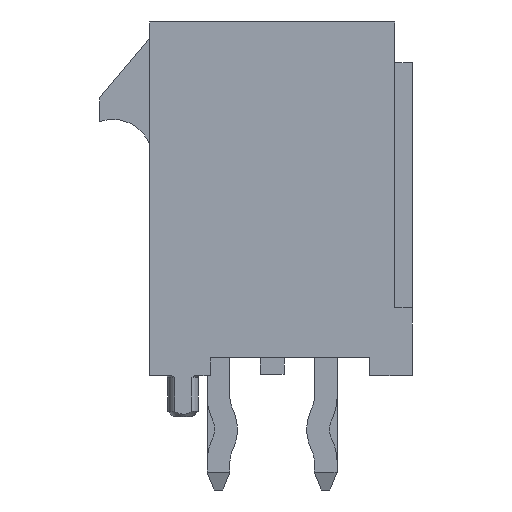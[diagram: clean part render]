
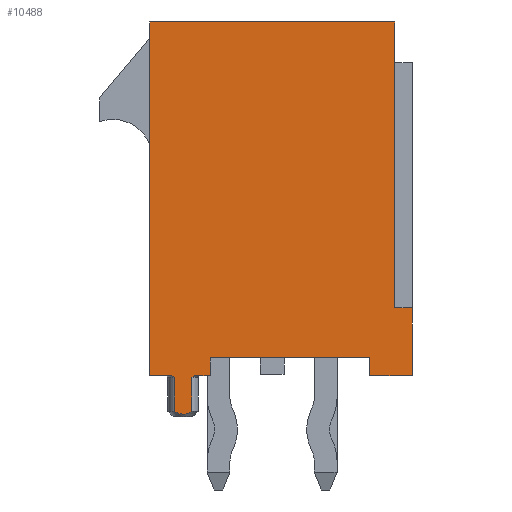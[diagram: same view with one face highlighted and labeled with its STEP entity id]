
A CAD part, front view. The second image highlights one B-rep face of the part: STEP entity #10488.
In plain terms, the highlighted planar face has unit normal (0, -1, 0).
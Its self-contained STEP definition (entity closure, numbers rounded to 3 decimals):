
#133=B_SPLINE_CURVE_WITH_KNOTS('',3,(#15988,#15989,#15990,#15991,#15992),
 .UNSPECIFIED.,.F.,.F.,(4,1,4),(0.,0.,
0.001),.UNSPECIFIED.);
#134=B_SPLINE_CURVE_WITH_KNOTS('',3,(#15996,#15997,#15998,#15999),
 .UNSPECIFIED.,.F.,.F.,(4,4),(0.,0.),
 .UNSPECIFIED.);
#135=B_SPLINE_CURVE_WITH_KNOTS('',3,(#16006,#16007,#16008,#16009),
 .UNSPECIFIED.,.F.,.F.,(4,4),(0.,0.),.UNSPECIFIED.);
#1672=ORIENTED_EDGE('',*,*,#4301,.F.);
#1673=ORIENTED_EDGE('',*,*,#4302,.T.);
#1674=ORIENTED_EDGE('',*,*,#4303,.T.);
#1675=ORIENTED_EDGE('',*,*,#4304,.T.);
#1676=ORIENTED_EDGE('',*,*,#4004,.F.);
#1677=ORIENTED_EDGE('',*,*,#4305,.T.);
#1678=ORIENTED_EDGE('',*,*,#4221,.T.);
#1679=ORIENTED_EDGE('',*,*,#4306,.T.);
#1680=ORIENTED_EDGE('',*,*,#4292,.F.);
#1681=ORIENTED_EDGE('',*,*,#4307,.T.);
#1682=ORIENTED_EDGE('',*,*,#4308,.T.);
#1683=ORIENTED_EDGE('',*,*,#3834,.F.);
#1684=ORIENTED_EDGE('',*,*,#3909,.F.);
#1685=ORIENTED_EDGE('',*,*,#4309,.F.);
#1686=ORIENTED_EDGE('',*,*,#4010,.F.);
#1687=ORIENTED_EDGE('',*,*,#4310,.T.);
#3834=EDGE_CURVE('',#5297,#5298,#6377,.T.);
#3909=EDGE_CURVE('',#5359,#5297,#6452,.T.);
#4004=EDGE_CURVE('',#5453,#5454,#6547,.T.);
#4010=EDGE_CURVE('',#5459,#5460,#6551,.T.);
#4221=EDGE_CURVE('',#5560,#5559,#6762,.T.);
#4292=EDGE_CURVE('',#5573,#5574,#6833,.T.);
#4301=EDGE_CURVE('',#5579,#5580,#6842,.T.);
#4302=EDGE_CURVE('',#5579,#5581,#133,.T.);
#4303=EDGE_CURVE('',#5581,#5582,#6843,.T.);
#4304=EDGE_CURVE('',#5582,#5454,#134,.T.);
#4305=EDGE_CURVE('',#5453,#5560,#6844,.T.);
#4306=EDGE_CURVE('',#5559,#5574,#6845,.T.);
#4307=EDGE_CURVE('',#5573,#5583,#6846,.T.);
#4308=EDGE_CURVE('',#5583,#5298,#6847,.T.);
#4309=EDGE_CURVE('',#5460,#5359,#6848,.T.);
#4310=EDGE_CURVE('',#5459,#5580,#135,.T.);
#5297=VERTEX_POINT('',#15101);
#5298=VERTEX_POINT('',#15103);
#5359=VERTEX_POINT('',#15248);
#5453=VERTEX_POINT('',#15439);
#5454=VERTEX_POINT('',#15440);
#5459=VERTEX_POINT('',#15451);
#5460=VERTEX_POINT('',#15453);
#5559=VERTEX_POINT('',#15837);
#5560=VERTEX_POINT('',#15839);
#5573=VERTEX_POINT('',#15968);
#5574=VERTEX_POINT('',#15970);
#5579=VERTEX_POINT('',#15986);
#5580=VERTEX_POINT('',#15987);
#5581=VERTEX_POINT('',#15993);
#5582=VERTEX_POINT('',#15995);
#5583=VERTEX_POINT('',#16003);
#6377=LINE('',#15102,#7864);
#6452=LINE('',#15249,#7939);
#6547=LINE('',#15438,#8034);
#6551=LINE('',#15452,#8038);
#6762=LINE('',#15838,#8249);
#6833=LINE('',#15969,#8320);
#6842=LINE('',#15985,#8329);
#6843=LINE('',#15994,#8330);
#6844=LINE('',#16000,#8331);
#6845=LINE('',#16001,#8332);
#6846=LINE('',#16002,#8333);
#6847=LINE('',#16004,#8334);
#6848=LINE('',#16005,#8335);
#7864=VECTOR('',#12087,1000.);
#7939=VECTOR('',#12182,1000.);
#8034=VECTOR('',#12279,1000.);
#8038=VECTOR('',#12289,1000.);
#8249=VECTOR('',#12650,1000.);
#8320=VECTOR('',#12813,1000.);
#8329=VECTOR('',#12826,1000.);
#8330=VECTOR('',#12827,1000.);
#8331=VECTOR('',#12828,1000.);
#8332=VECTOR('',#12829,1000.);
#8333=VECTOR('',#12830,1000.);
#8334=VECTOR('',#12831,1000.);
#8335=VECTOR('',#12832,1000.);
#8985=EDGE_LOOP('',(#1672,#1673,#1674,#1675,#1676,#1677,#1678,#1679,#1680,
#1681,#1682,#1683,#1684,#1685,#1686,#1687));
#9512=FACE_BOUND('',#8985,.T.);
#10019=PLANE('',#11016);
#10488=ADVANCED_FACE('',(#9512),#10019,.F.);
#11016=AXIS2_PLACEMENT_3D('',#15984,#12824,#12825);
#12087=DIRECTION('',(0.,0.,-1.));
#12182=DIRECTION('',(1.,0.,0.));
#12279=DIRECTION('',(-1.,0.,0.));
#12289=DIRECTION('',(-1.,0.,0.));
#12650=DIRECTION('',(1.,0.,0.));
#12813=DIRECTION('',(-1.,0.,0.));
#12824=DIRECTION('',(0.,1.,0.));
#12825=DIRECTION('',(0.,0.,1.));
#12826=DIRECTION('',(0.,0.,1.));
#12827=DIRECTION('',(0.,0.,1.));
#12828=DIRECTION('',(0.,0.,1.));
#12829=DIRECTION('',(0.,0.,-1.));
#12830=DIRECTION('',(0.,0.,1.));
#12831=DIRECTION('',(-1.,0.,0.));
#12832=DIRECTION('',(0.,0.,1.));
#15101=CARTESIAN_POINT('',(3.43,-15.35,4.95));
#15102=CARTESIAN_POINT('',(3.43,-15.35,4.95));
#15103=CARTESIAN_POINT('',(3.43,-15.35,-3.05));
#15248=CARTESIAN_POINT('',(-3.43,-15.35,4.95));
#15249=CARTESIAN_POINT('',(-3.43,-15.35,4.95));
#15438=CARTESIAN_POINT('',(3.43,-15.35,-4.95));
#15439=CARTESIAN_POINT('',(-1.73,-15.35,-4.95));
#15440=CARTESIAN_POINT('',(-2.169,-15.35,-4.95));
#15451=CARTESIAN_POINT('',(-2.811,-15.35,-4.95));
#15452=CARTESIAN_POINT('',(3.43,-15.35,-4.95));
#15453=CARTESIAN_POINT('',(-3.43,-15.35,-4.95));
#15837=CARTESIAN_POINT('',(2.73,-15.35,-4.45));
#15838=CARTESIAN_POINT('',(-2.73,-15.35,-4.45));
#15839=CARTESIAN_POINT('',(-1.73,-15.35,-4.45));
#15968=CARTESIAN_POINT('',(3.93,-15.35,-4.95));
#15969=CARTESIAN_POINT('',(3.43,-15.35,-4.95));
#15970=CARTESIAN_POINT('',(2.73,-15.35,-4.95));
#15984=CARTESIAN_POINT('',(0.,-15.35,0.));
#15985=CARTESIAN_POINT('',(-2.731,-15.35,-6.1));
#15986=CARTESIAN_POINT('',(-2.731,-15.35,-5.95));
#15987=CARTESIAN_POINT('',(-2.731,-15.35,-5.));
#15988=CARTESIAN_POINT('',(-2.731,-15.35,-5.95));
#15989=CARTESIAN_POINT('',(-2.657,-15.35,-5.992));
#15990=CARTESIAN_POINT('',(-2.491,-15.35,-6.058));
#15991=CARTESIAN_POINT('',(-2.323,-15.35,-5.992));
#15992=CARTESIAN_POINT('',(-2.249,-15.35,-5.95));
#15993=CARTESIAN_POINT('',(-2.249,-15.35,-5.95));
#15994=CARTESIAN_POINT('',(-2.249,-15.35,-6.1));
#15995=CARTESIAN_POINT('',(-2.249,-15.35,-5.));
#15996=CARTESIAN_POINT('',(-2.249,-15.35,-5.));
#15997=CARTESIAN_POINT('',(-2.222,-15.35,-4.984));
#15998=CARTESIAN_POINT('',(-2.195,-15.35,-4.968));
#15999=CARTESIAN_POINT('',(-2.169,-15.35,-4.95));
#16000=CARTESIAN_POINT('',(-1.73,-15.35,-4.95));
#16001=CARTESIAN_POINT('',(2.73,-15.35,-4.45));
#16002=CARTESIAN_POINT('',(3.93,-15.35,-4.95));
#16003=CARTESIAN_POINT('',(3.93,-15.35,-3.05));
#16004=CARTESIAN_POINT('',(3.93,-15.35,-3.05));
#16005=CARTESIAN_POINT('',(-3.43,-15.35,-4.95));
#16006=CARTESIAN_POINT('',(-2.811,-15.35,-4.95));
#16007=CARTESIAN_POINT('',(-2.785,-15.35,-4.968));
#16008=CARTESIAN_POINT('',(-2.758,-15.35,-4.984));
#16009=CARTESIAN_POINT('',(-2.731,-15.35,-5.));
